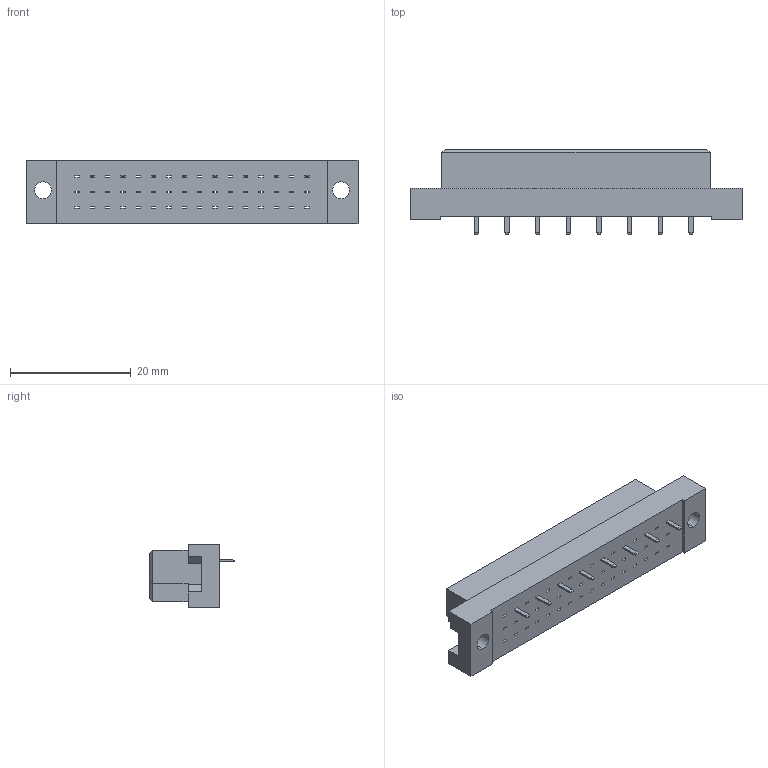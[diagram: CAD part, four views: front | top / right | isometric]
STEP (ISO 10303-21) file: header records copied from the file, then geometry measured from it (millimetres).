
FILE_DESCRIPTION (( 'STEP AP203' ), '1' );
FILE_NAME ('496-108-222-121.STEP', '2019-11-12T12:21:38', ( '' ), ( '' ), 'SwSTEP 2.0', 'SolidWorks 2020', '' );
FILE_SCHEMA (( 'CONFIG_CONTROL_DESIGN' ));
Length unit declared in the file: millimetre
Products named in the file (3): 496 Part_48; 496-290_22; 496-108-222-121
Assembly tree (9 placements, depth 2):
  496-108-222-121
    496 Part_48
    496-290_22  x8
Bounding box: 55 x 14.1 x 10.6 mm (x, y, z)
Volume: 4601.7 mm3; surface area: 4332.9 mm2
Topology: 9 solids, 9 shells, 746 faces, 1808 edges, 1128 vertices
Faces by surface type: plane 742, cylinder 4
Entity records: 20017 total; most frequent: CARTESIAN_POINT 3400, ORIENTED_EDGE 3336, DIRECTION 3052, EDGE_CURVE 1668, LINE 1660, VECTOR 1660, VERTEX_POINT 1044, EDGE_LOOP 824
